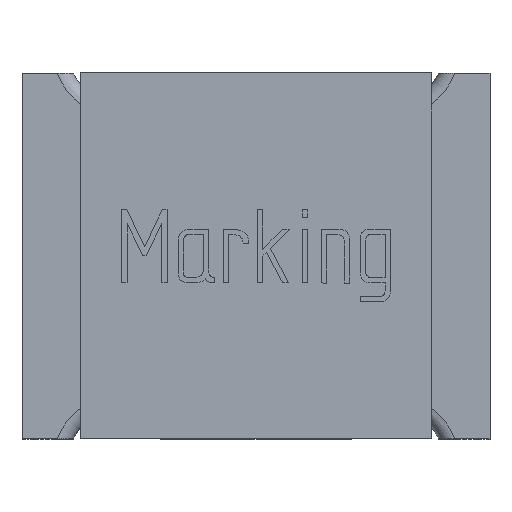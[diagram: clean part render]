
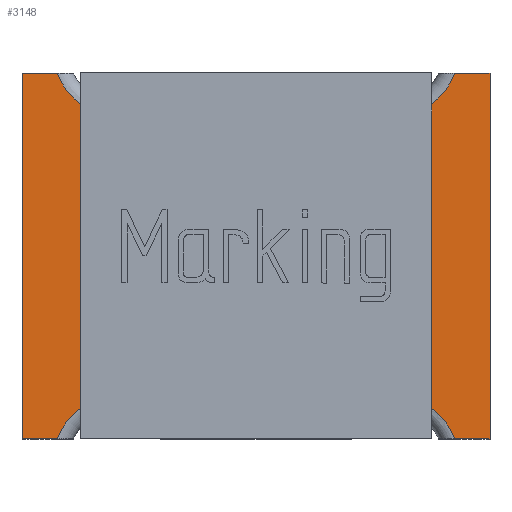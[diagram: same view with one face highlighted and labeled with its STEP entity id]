
A CAD part, top view. The second image highlights one B-rep face of the part: STEP entity #3148.
In plain terms, the highlighted planar face has unit normal (0, 0, 1).
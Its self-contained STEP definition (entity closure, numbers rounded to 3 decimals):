
#218=CIRCLE('',#4200,0.05);
#219=CIRCLE('',#4202,0.432);
#222=CIRCLE('',#4206,0.432);
#224=CIRCLE('',#4209,0.432);
#225=CIRCLE('',#4213,0.432);
#234=CIRCLE('',#4258,0.05);
#235=CIRCLE('',#4259,0.05);
#236=CIRCLE('',#4260,0.05);
#571=ORIENTED_EDGE('',*,*,#1282,.F.);
#572=ORIENTED_EDGE('',*,*,#1310,.F.);
#573=ORIENTED_EDGE('',*,*,#1285,.F.);
#574=ORIENTED_EDGE('',*,*,#1193,.F.);
#575=ORIENTED_EDGE('',*,*,#1278,.F.);
#576=ORIENTED_EDGE('',*,*,#1311,.F.);
#577=ORIENTED_EDGE('',*,*,#1280,.F.);
#578=ORIENTED_EDGE('',*,*,#1312,.F.);
#579=ORIENTED_EDGE('',*,*,#1306,.T.);
#580=ORIENTED_EDGE('',*,*,#1196,.F.);
#581=ORIENTED_EDGE('',*,*,#1313,.T.);
#582=ORIENTED_EDGE('',*,*,#1289,.T.);
#583=ORIENTED_EDGE('',*,*,#1308,.T.);
#584=ORIENTED_EDGE('',*,*,#1206,.F.);
#585=ORIENTED_EDGE('',*,*,#1309,.T.);
#586=ORIENTED_EDGE('',*,*,#1214,.F.);
#587=ORIENTED_EDGE('',*,*,#1314,.T.);
#588=ORIENTED_EDGE('',*,*,#1291,.T.);
#589=ORIENTED_EDGE('',*,*,#1303,.T.);
#590=ORIENTED_EDGE('',*,*,#1202,.F.);
#1193=EDGE_CURVE('',#1604,#1605,#218,.T.);
#1196=EDGE_CURVE('',#1606,#1608,#219,.T.);
#1202=EDGE_CURVE('',#1613,#1611,#222,.T.);
#1206=EDGE_CURVE('',#1617,#1615,#224,.T.);
#1214=EDGE_CURVE('',#1624,#1626,#225,.T.);
#1278=EDGE_CURVE('',#1672,#1604,#1959,.T.);
#1280=EDGE_CURVE('',#1673,#1674,#1961,.T.);
#1282=EDGE_CURVE('',#1675,#1676,#1963,.T.);
#1285=EDGE_CURVE('',#1605,#1677,#1966,.T.);
#1289=EDGE_CURVE('',#1678,#1679,#1970,.T.);
#1291=EDGE_CURVE('',#1681,#1680,#1972,.T.);
#1303=EDGE_CURVE('',#1680,#1611,#1982,.T.);
#1306=EDGE_CURVE('',#1613,#1608,#1984,.T.);
#1308=EDGE_CURVE('',#1679,#1615,#1985,.T.);
#1309=EDGE_CURVE('',#1617,#1626,#1986,.T.);
#1310=EDGE_CURVE('',#1677,#1675,#234,.T.);
#1311=EDGE_CURVE('',#1674,#1672,#235,.T.);
#1312=EDGE_CURVE('',#1676,#1673,#236,.T.);
#1313=EDGE_CURVE('',#1606,#1678,#1987,.T.);
#1314=EDGE_CURVE('',#1624,#1681,#1988,.T.);
#1604=VERTEX_POINT('',#5318);
#1605=VERTEX_POINT('',#5320);
#1606=VERTEX_POINT('',#5327);
#1608=VERTEX_POINT('',#5330);
#1611=VERTEX_POINT('',#5343);
#1613=VERTEX_POINT('',#5350);
#1615=VERTEX_POINT('',#5358);
#1617=VERTEX_POINT('',#5365);
#1624=VERTEX_POINT('',#5428);
#1626=VERTEX_POINT('',#5431);
#1672=VERTEX_POINT('',#5647);
#1673=VERTEX_POINT('',#5651);
#1674=VERTEX_POINT('',#5653);
#1675=VERTEX_POINT('',#5657);
#1676=VERTEX_POINT('',#5658);
#1677=VERTEX_POINT('',#5663);
#1678=VERTEX_POINT('',#5667);
#1679=VERTEX_POINT('',#5669);
#1680=VERTEX_POINT('',#5673);
#1681=VERTEX_POINT('',#5675);
#1959=LINE('',#5648,#2238);
#1961=LINE('',#5652,#2240);
#1963=LINE('',#5656,#2242);
#1966=LINE('',#5662,#2245);
#1970=LINE('',#5670,#2249);
#1972=LINE('',#5674,#2251);
#1982=LINE('',#5705,#2261);
#1984=LINE('',#5714,#2263);
#1985=LINE('',#5718,#2264);
#1986=LINE('',#5720,#2265);
#1987=LINE('',#5725,#2266);
#1988=LINE('',#5726,#2267);
#2238=VECTOR('',#4664,1000.);
#2240=VECTOR('',#4668,1000.);
#2242=VECTOR('',#4672,1000.);
#2245=VECTOR('',#4677,1000.);
#2249=VECTOR('',#4683,1000.);
#2251=VECTOR('',#4687,1000.);
#2261=VECTOR('',#4705,1000.);
#2263=VECTOR('',#4709,1000.);
#2264=VECTOR('',#4716,1000.);
#2265=VECTOR('',#4719,1000.);
#2266=VECTOR('',#4728,1000.);
#2267=VECTOR('',#4729,1000.);
#2492=EDGE_LOOP('',(#571,#572,#573,#574,#575,#576,#577,#578));
#2493=EDGE_LOOP('',(#579,#580,#581,#582,#583,#584,#585,#586,#587,#588,#589,
#590));
#2767=FACE_BOUND('',#2492,.T.);
#2768=FACE_BOUND('',#2493,.T.);
#3021=PLANE('',#4257);
#3148=ADVANCED_FACE('',(#2767,#2768),#3021,.T.);
#4200=AXIS2_PLACEMENT_3D('',#5319,#4536,#4537);
#4202=AXIS2_PLACEMENT_3D('',#5329,#4541,#4542);
#4206=AXIS2_PLACEMENT_3D('',#5351,#4549,#4550);
#4209=AXIS2_PLACEMENT_3D('',#5366,#4555,#4556);
#4213=AXIS2_PLACEMENT_3D('',#5430,#4563,#4564);
#4257=AXIS2_PLACEMENT_3D('',#5721,#4720,#4721);
#4258=AXIS2_PLACEMENT_3D('',#5722,#4722,#4723);
#4259=AXIS2_PLACEMENT_3D('',#5723,#4724,#4725);
#4260=AXIS2_PLACEMENT_3D('',#5724,#4726,#4727);
#4536=DIRECTION('',(0.,0.,1.));
#4537=DIRECTION('',(1.,0.,0.));
#4541=DIRECTION('',(0.,0.,1.));
#4542=DIRECTION('',(1.,0.,0.));
#4549=DIRECTION('',(0.,0.,1.));
#4550=DIRECTION('',(1.,0.,0.));
#4555=DIRECTION('',(0.,0.,1.));
#4556=DIRECTION('',(1.,0.,0.));
#4563=DIRECTION('',(0.,0.,1.));
#4564=DIRECTION('',(1.,0.,0.));
#4664=DIRECTION('',(0.,-1.,0.));
#4668=DIRECTION('',(-1.,0.,0.));
#4672=DIRECTION('',(0.,1.,0.));
#4677=DIRECTION('',(1.,0.,0.));
#4683=DIRECTION('',(0.,-1.,0.));
#4687=DIRECTION('',(0.,1.,0.));
#4705=DIRECTION('',(-1.,0.,0.));
#4709=DIRECTION('',(-1.,0.,0.));
#4716=DIRECTION('',(1.,0.,0.));
#4719=DIRECTION('',(1.,0.,0.));
#4720=DIRECTION('',(0.,0.,1.));
#4721=DIRECTION('',(1.,0.,0.));
#4722=DIRECTION('',(0.,0.,1.));
#4723=DIRECTION('',(1.,0.,0.));
#4724=DIRECTION('',(0.,0.,1.));
#4725=DIRECTION('',(1.,0.,0.));
#4726=DIRECTION('',(0.,0.,1.));
#4727=DIRECTION('',(1.,0.,0.));
#4728=DIRECTION('',(-1.,0.,0.));
#4729=DIRECTION('',(1.,0.,0.));
#5318=CARTESIAN_POINT('',(-0.55,-0.5,0.));
#5319=CARTESIAN_POINT('',(-0.5,-0.5,0.));
#5320=CARTESIAN_POINT('',(-0.5,-0.55,0.));
#5327=CARTESIAN_POINT('',(-1.358,1.25,0.));
#5329=CARTESIAN_POINT('',(-0.95,1.392,0.));
#5330=CARTESIAN_POINT('',(-0.542,1.25,0.));
#5343=CARTESIAN_POINT('',(1.358,1.25,0.));
#5350=CARTESIAN_POINT('',(0.542,1.25,0.));
#5351=CARTESIAN_POINT('',(0.95,1.392,0.));
#5358=CARTESIAN_POINT('',(-1.358,-1.25,0.));
#5365=CARTESIAN_POINT('',(-0.542,-1.25,0.));
#5366=CARTESIAN_POINT('',(-0.95,-1.392,0.));
#5428=CARTESIAN_POINT('',(1.358,-1.25,0.));
#5430=CARTESIAN_POINT('',(0.95,-1.392,0.));
#5431=CARTESIAN_POINT('',(0.542,-1.25,0.));
#5647=CARTESIAN_POINT('',(-0.55,0.5,0.));
#5648=CARTESIAN_POINT('',(-0.55,0.55,0.));
#5651=CARTESIAN_POINT('',(0.5,0.55,0.));
#5652=CARTESIAN_POINT('',(0.55,0.55,0.));
#5653=CARTESIAN_POINT('',(-0.5,0.55,0.));
#5656=CARTESIAN_POINT('',(0.55,-0.55,0.));
#5657=CARTESIAN_POINT('',(0.55,-0.5,0.));
#5658=CARTESIAN_POINT('',(0.55,0.5,0.));
#5662=CARTESIAN_POINT('',(-0.55,-0.55,0.));
#5663=CARTESIAN_POINT('',(0.5,-0.55,0.));
#5667=CARTESIAN_POINT('',(-1.6,1.25,0.));
#5669=CARTESIAN_POINT('',(-1.6,-1.25,0.));
#5670=CARTESIAN_POINT('',(-1.6,1.25,0.));
#5673=CARTESIAN_POINT('',(1.6,1.25,0.));
#5674=CARTESIAN_POINT('',(1.6,-1.25,0.));
#5675=CARTESIAN_POINT('',(1.6,-1.25,0.));
#5705=CARTESIAN_POINT('',(1.6,1.25,0.));
#5714=CARTESIAN_POINT('',(1.6,1.25,0.));
#5718=CARTESIAN_POINT('',(-1.6,-1.25,0.));
#5720=CARTESIAN_POINT('',(-1.6,-1.25,0.));
#5721=CARTESIAN_POINT('',(-1.6,-1.25,0.));
#5722=CARTESIAN_POINT('',(0.5,-0.5,0.));
#5723=CARTESIAN_POINT('',(-0.5,0.5,0.));
#5724=CARTESIAN_POINT('',(0.5,0.5,0.));
#5725=CARTESIAN_POINT('',(1.6,1.25,0.));
#5726=CARTESIAN_POINT('',(-1.6,-1.25,0.));
